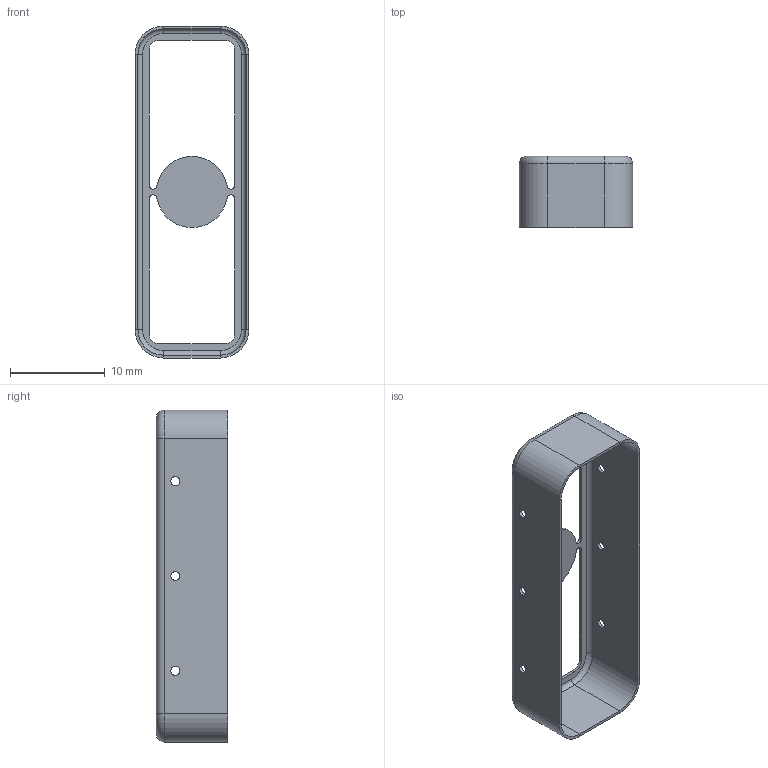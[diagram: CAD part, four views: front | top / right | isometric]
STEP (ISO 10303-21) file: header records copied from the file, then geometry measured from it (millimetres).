
FILE_DESCRIPTION (( 'STEP AP203' ), '1' );
FILE_NAME ('MS350-20F.STEP', '2024-03-14T04:56:16', ( '' ), ( '' ), 'SwSTEP 2.0', 'SolidWorks 2023', '' );
FILE_SCHEMA (( 'CONFIG_CONTROL_DESIGN' ));
Length unit declared in the file: millimetre
Products named in the file (1): MS350-20F
Bounding box: 12 x 7.5 x 35 mm (x, y, z)
Volume: 232.3 mm3; surface area: 1611.7 mm2
Topology: 1 solids, 1 shells, 73 faces, 181 edges, 110 vertices
Faces by surface type: cylinder 41, plane 24, torus 8
Entity records: 2278 total; most frequent: DIRECTION 419, CARTESIAN_POINT 365, ORIENTED_EDGE 362, EDGE_CURVE 181, AXIS2_PLACEMENT_3D 164, VERTEX_POINT 110, LINE 91, VECTOR 91
